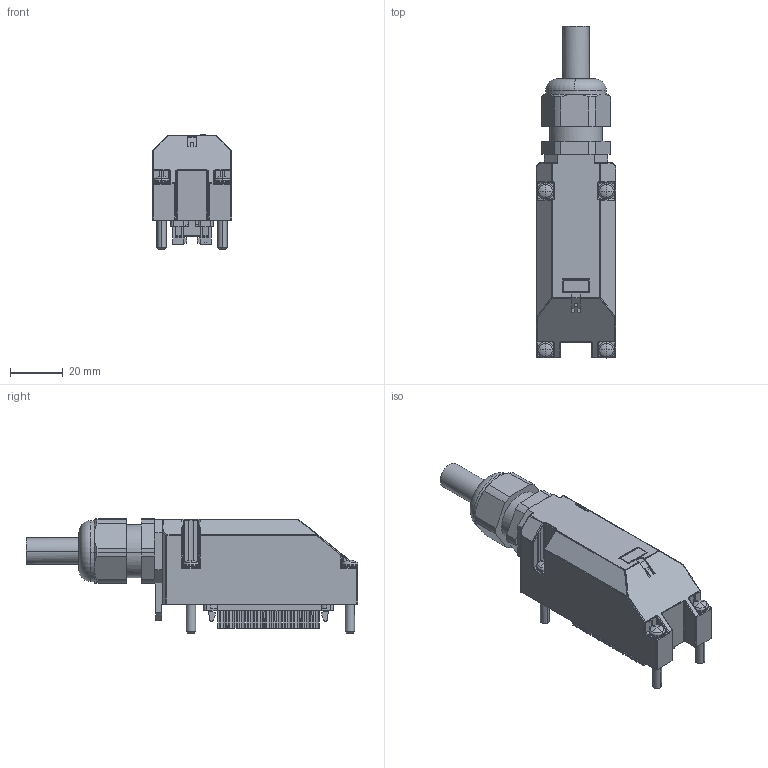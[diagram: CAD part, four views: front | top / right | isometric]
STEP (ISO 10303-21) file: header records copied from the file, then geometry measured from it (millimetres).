
FILE_DESCRIPTION(('CATIA V5 STEP Exchange','CAx-IF Rec.Pracs.--- Model Styling and Organization---1.5--- 2016-08-15','CAx-IF Rec.Pracs.---Supplemental Geometry---1.0---2011-11-01','CAx-IF Rec.Pracs.--- Composite Materials ---1.1---2010-07-15'),'2;1');
FILE_NAME ('1352882-2_1', '2025-12-15T07:59:50+00:00', ('none'), ('Weidmueller'), 'CATIA Version 5-6 Release 2024 SP4', 'CATIA V5 STEP AP214 v3', 'none');
FILE_SCHEMA(('AUTOMOTIVE_DESIGN { 1 0 10303 214 1 1 1 1 }'));
Length unit declared in the file: millimetre
Products named in the file (1): 2819200000
Bounding box: 30 x 125.35 x 43.19 mm (x, y, z)
Volume: 79152.4 mm3; surface area: 19468.8 mm2
Topology: 1 solids, 1 shells, 1277 faces, 3499 edges, 2265 vertices
Faces by surface type: plane 746, cylinder 404, sphere 60, torus 36, cone 16, bspline 15
Entity records: 43077 total; most frequent: CARTESIAN_POINT 10782, ORIENTED_EDGE 6942, DIRECTION 5417, EDGE_CURVE 3471, VECTOR 2276, LINE 2276, VERTEX_POINT 2267, AXIS2_PLACEMENT_3D 1907
